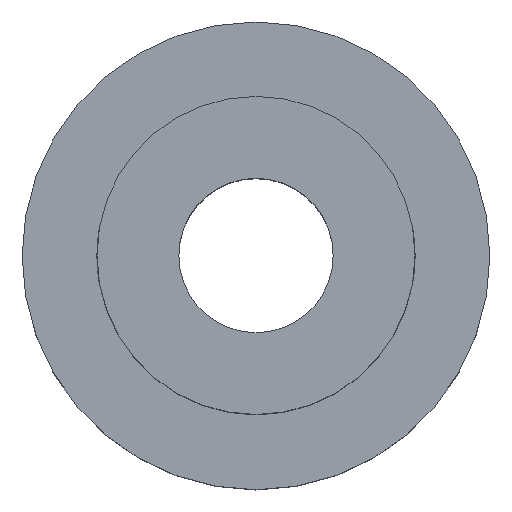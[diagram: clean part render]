
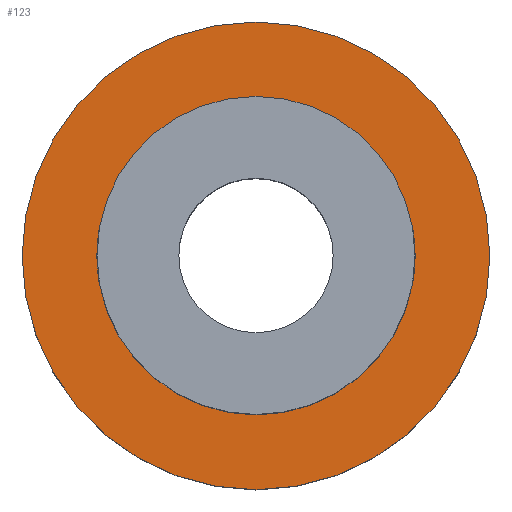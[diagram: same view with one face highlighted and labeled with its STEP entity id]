
A CAD part, top view. The second image highlights one B-rep face of the part: STEP entity #123.
In plain terms, the highlighted planar face has unit normal (0, 0, 1).
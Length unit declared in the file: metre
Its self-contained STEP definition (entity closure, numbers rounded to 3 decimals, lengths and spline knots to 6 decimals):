
#28=ORIENTED_EDGE('',*,*,#50,.T.);
#29=ORIENTED_EDGE('',*,*,#51,.F.);
#50=EDGE_CURVE('',#61,#61,#68,.T.);
#51=EDGE_CURVE('',#62,#62,#69,.T.);
#61=VERTEX_POINT('',#250);
#62=VERTEX_POINT('',#252);
#68=CIRCLE('',#148,0.005);
#69=CIRCLE('',#149,0.0034);
#79=EDGE_LOOP('',(#28));
#80=EDGE_LOOP('',(#29));
#101=FACE_BOUND('',#79,.T.);
#102=FACE_BOUND('',#80,.T.);
#118=PLANE('',#147);
#123=ADVANCED_FACE('',(#101,#102),#118,.T.);
#147=AXIS2_PLACEMENT_3D('',#248,#170,#171);
#148=AXIS2_PLACEMENT_3D('',#249,#172,#173);
#149=AXIS2_PLACEMENT_3D('',#251,#174,#175);
#170=DIRECTION('',(0.,0.,1.));
#171=DIRECTION('',(1.,0.,0.));
#172=DIRECTION('',(0.,0.,1.));
#173=DIRECTION('',(1.,0.,0.));
#174=DIRECTION('',(0.,0.,1.));
#175=DIRECTION('',(1.,0.,0.));
#248=CARTESIAN_POINT('',(0.,0.,0.003));
#249=CARTESIAN_POINT('',(0.,0.,0.003));
#250=CARTESIAN_POINT('',(0.005,0.,0.003));
#251=CARTESIAN_POINT('',(0.,0.,0.003));
#252=CARTESIAN_POINT('',(0.0034,0.,0.003));
